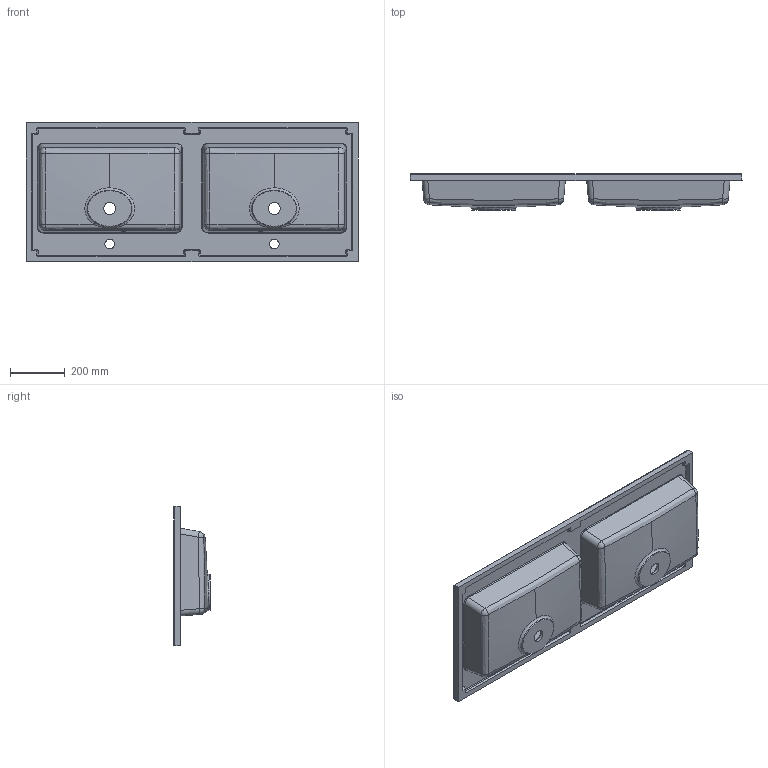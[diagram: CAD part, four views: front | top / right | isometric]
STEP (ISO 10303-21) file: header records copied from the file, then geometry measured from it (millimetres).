
FILE_DESCRIPTION (( 'STEP AP203' ), '1' );
FILE_NAME ('6301441242.STEP', '2020-12-16T22:36:07', ( '' ), ( '' ), 'SwSTEP 2.0', 'SolidWorks 2019', '' );
FILE_SCHEMA (( 'CONFIG_CONTROL_DESIGN' ));
Length unit declared in the file: millimetre
Products named in the file (1): 6301441242
Bounding box: 1210 x 132 x 510 mm (x, y, z)
Volume: 12544945.4 mm3; surface area: 1872771.8 mm2
Topology: 1 solids, 1 shells, 249 faces, 588 edges, 330 vertices
Faces by surface type: cylinder 92, bspline 64, plane 45, sphere 30, cone 12, torus 6
Entity records: 10837 total; most frequent: CARTESIAN_POINT 5692, ORIENTED_EDGE 1148, DIRECTION 982, EDGE_CURVE 574, AXIS2_PLACEMENT_3D 388, VERTEX_POINT 330, EDGE_LOOP 264, ADVANCED_FACE 249
